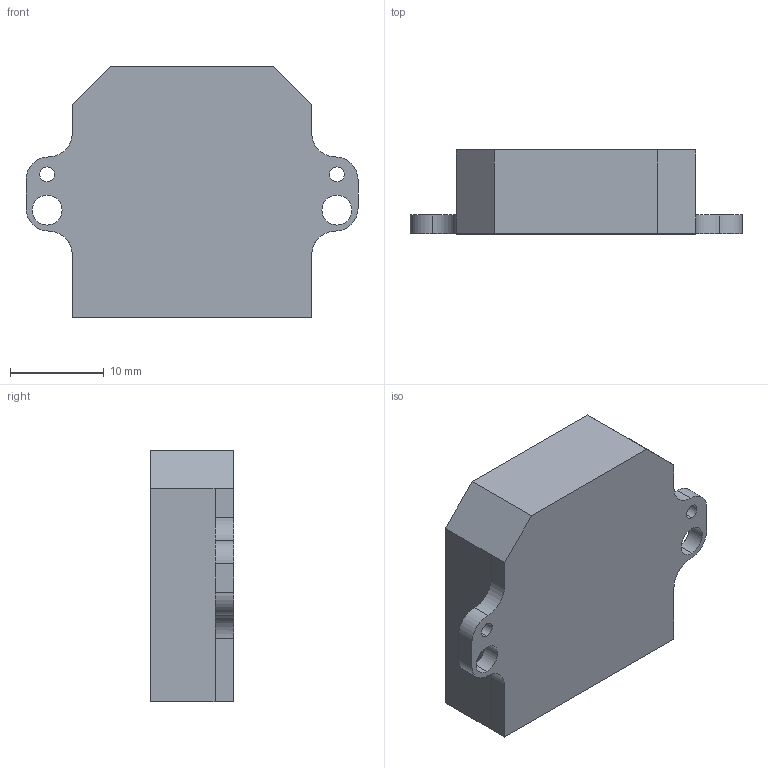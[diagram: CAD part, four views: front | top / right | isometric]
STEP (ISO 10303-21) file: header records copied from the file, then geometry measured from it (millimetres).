
FILE_DESCRIPTION (( 'STEP AP203' ), '1' );
FILE_NAME ('IMU_Default_sldprt.STEP', '2023-06-05T00:25:59', ( '' ), ( '' ), 'SwSTEP 2.0', 'SolidWorks 2022', '' );
FILE_SCHEMA (( 'CONFIG_CONTROL_DESIGN' ));
Length unit declared in the file: millimetre
Products named in the file (1): IMU_Default_sldprt
Bounding box: 35.34 x 8.92 x 26.82 mm (x, y, z)
Volume: 6069.2 mm3; surface area: 2422.6 mm2
Topology: 1 solids, 1 shells, 44 faces, 112 edges, 70 vertices
Faces by surface type: cylinder 18, plane 18, cone 8
Entity records: 1423 total; most frequent: DIRECTION 248, CARTESIAN_POINT 227, ORIENTED_EDGE 224, EDGE_CURVE 112, AXIS2_PLACEMENT_3D 91, VERTEX_POINT 70, VECTOR 66, LINE 66
